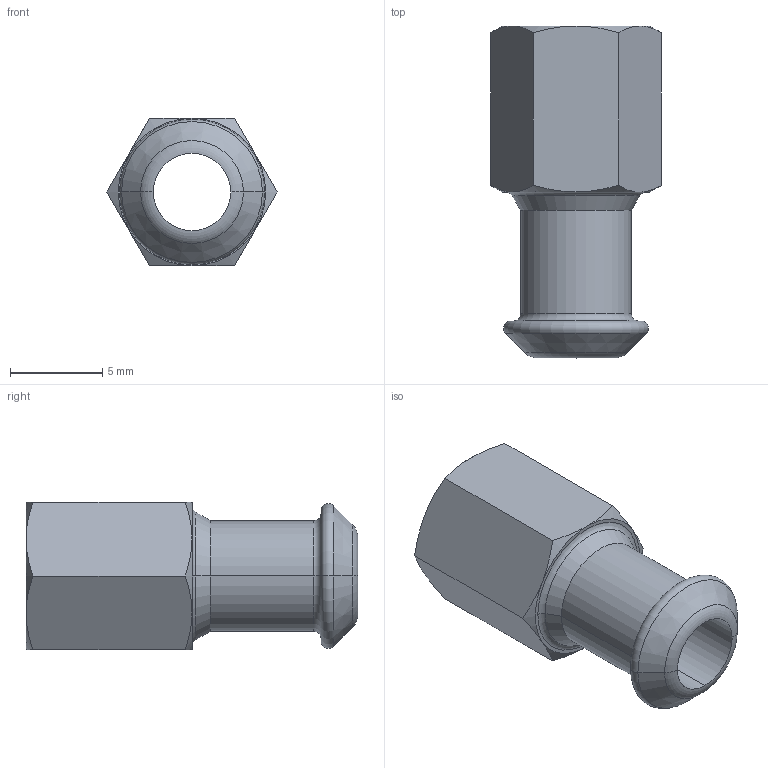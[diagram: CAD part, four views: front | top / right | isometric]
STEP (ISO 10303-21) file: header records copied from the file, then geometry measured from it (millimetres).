
FILE_DESCRIPTION (( 'STEP AP214' ), '1' );
FILE_NAME ('ZPT3-B5.STEP', '2018-05-24T04:45:37', ( 'SONIC' ), ( 'UNITCOM PC' ), 'SwSTEP 2.0', 'SolidWorks 2015', '' );
FILE_SCHEMA (( 'AUTOMOTIVE_DESIGN' ));
Length unit declared in the file: millimetre
Products named in the file (1): ZPT3-B5
Bounding box: 9.24 x 18 x 8 mm (x, y, z)
Volume: 497.7 mm3; surface area: 759.6 mm2
Topology: 1 solids, 1 shells, 40 faces, 86 edges, 50 vertices
Faces by surface type: cone 16, plane 10, torus 8, cylinder 6
Entity records: 1174 total; most frequent: CARTESIAN_POINT 281, DIRECTION 190, ORIENTED_EDGE 172, AXIS2_PLACEMENT_3D 87, EDGE_CURVE 86, VERTEX_POINT 50, CIRCLE 46, EDGE_LOOP 44
